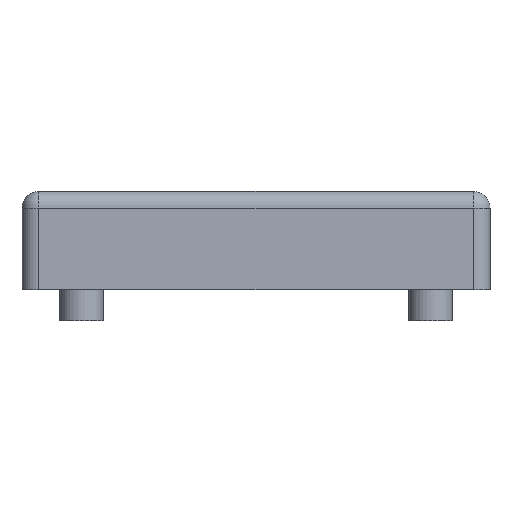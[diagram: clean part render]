
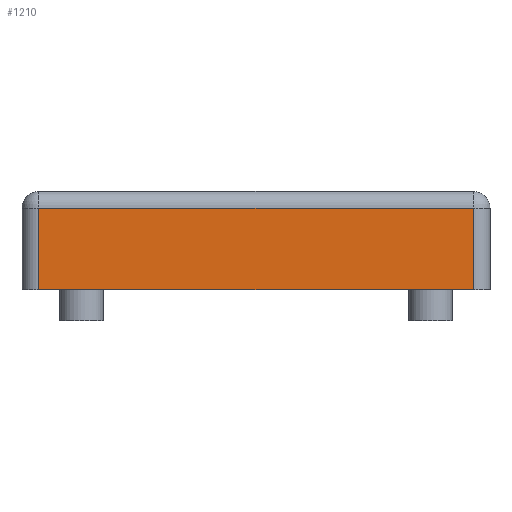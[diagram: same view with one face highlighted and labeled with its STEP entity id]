
A CAD part, front view. The second image highlights one B-rep face of the part: STEP entity #1210.
In plain terms, the highlighted planar face has unit normal (0, -1, 0).
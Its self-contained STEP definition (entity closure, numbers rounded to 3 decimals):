
#135 = CYLINDRICAL_SURFACE('',#136,2.54);
#136 = AXIS2_PLACEMENT_3D('',#137,#138,#139);
#137 = CARTESIAN_POINT('',(33.21,-39.56,12.46));
#138 = DIRECTION('',(-1.,0.,0.));
#139 = DIRECTION('',(0.,-1.,0.));
#577 = VERTEX_POINT('',#578);
#578 = CARTESIAN_POINT('',(33.21,-42.1,12.46));
#600 = VERTEX_POINT('',#601);
#601 = CARTESIAN_POINT('',(-33.21,-42.1,12.46));
#621 = EDGE_CURVE('',#577,#600,#622,.T.);
#622 = SURFACE_CURVE('',#623,(#627,#634),.PCURVE_S1.);
#623 = LINE('',#624,#625);
#624 = CARTESIAN_POINT('',(33.21,-42.1,12.46));
#625 = VECTOR('',#626,1.);
#626 = DIRECTION('',(-1.,0.,0.));
#627 = PCURVE('',#135,#628);
#628 = DEFINITIONAL_REPRESENTATION('',(#629),#633);
#629 = LINE('',#630,#631);
#630 = CARTESIAN_POINT('',(0.,0.));
#631 = VECTOR('',#632,1.);
#632 = DIRECTION('',(0.,1.));
#633 = ( GEOMETRIC_REPRESENTATION_CONTEXT(2) 
PARAMETRIC_REPRESENTATION_CONTEXT() REPRESENTATION_CONTEXT('2D SPACE',''
  ) );
#634 = PCURVE('',#635,#640);
#635 = PLANE('',#636);
#636 = AXIS2_PLACEMENT_3D('',#637,#638,#639);
#637 = CARTESIAN_POINT('',(35.75,-42.1,0.));
#638 = DIRECTION('',(0.,-1.,0.));
#639 = DIRECTION('',(-1.,0.,0.));
#640 = DEFINITIONAL_REPRESENTATION('',(#641),#645);
#641 = LINE('',#642,#643);
#642 = CARTESIAN_POINT('',(2.54,-12.46));
#643 = VECTOR('',#644,1.);
#644 = DIRECTION('',(1.,0.));
#645 = ( GEOMETRIC_REPRESENTATION_CONTEXT(2) 
PARAMETRIC_REPRESENTATION_CONTEXT() REPRESENTATION_CONTEXT('2D SPACE',''
  ) );
#966 = PLANE('',#967);
#967 = AXIS2_PLACEMENT_3D('',#968,#969,#970);
#968 = CARTESIAN_POINT('',(-35.75,42.1,0.));
#969 = DIRECTION('',(0.,0.,1.));
#970 = DIRECTION('',(1.,0.,0.));
#1024 = CYLINDRICAL_SURFACE('',#1025,2.54);
#1025 = AXIS2_PLACEMENT_3D('',#1026,#1027,#1028);
#1026 = CARTESIAN_POINT('',(-33.21,-39.56,0.));
#1027 = DIRECTION('',(0.,0.,1.));
#1028 = DIRECTION('',(-1.,0.,0.));
#1151 = CYLINDRICAL_SURFACE('',#1152,2.54);
#1152 = AXIS2_PLACEMENT_3D('',#1153,#1154,#1155);
#1153 = CARTESIAN_POINT('',(33.21,-39.56,0.));
#1154 = DIRECTION('',(0.,0.,1.));
#1155 = DIRECTION('',(1.,0.,0.));
#1210 = ADVANCED_FACE('',(#1211),#635,.T.);
#1211 = FACE_BOUND('',#1212,.T.);
#1212 = EDGE_LOOP('',(#1213,#1236,#1237,#1260));
#1213 = ORIENTED_EDGE('',*,*,#1214,.T.);
#1214 = EDGE_CURVE('',#1215,#577,#1217,.T.);
#1215 = VERTEX_POINT('',#1216);
#1216 = CARTESIAN_POINT('',(33.21,-42.1,0.));
#1217 = SURFACE_CURVE('',#1218,(#1222,#1229),.PCURVE_S1.);
#1218 = LINE('',#1219,#1220);
#1219 = CARTESIAN_POINT('',(33.21,-42.1,0.));
#1220 = VECTOR('',#1221,1.);
#1221 = DIRECTION('',(0.,0.,1.));
#1222 = PCURVE('',#635,#1223);
#1223 = DEFINITIONAL_REPRESENTATION('',(#1224),#1228);
#1224 = LINE('',#1225,#1226);
#1225 = CARTESIAN_POINT('',(2.54,0.));
#1226 = VECTOR('',#1227,1.);
#1227 = DIRECTION('',(0.,-1.));
#1228 = ( GEOMETRIC_REPRESENTATION_CONTEXT(2) 
PARAMETRIC_REPRESENTATION_CONTEXT() REPRESENTATION_CONTEXT('2D SPACE',''
  ) );
#1229 = PCURVE('',#1151,#1230);
#1230 = DEFINITIONAL_REPRESENTATION('',(#1231),#1235);
#1231 = LINE('',#1232,#1233);
#1232 = CARTESIAN_POINT('',(-1.571,0.));
#1233 = VECTOR('',#1234,1.);
#1234 = DIRECTION('',(0.,1.));
#1235 = ( GEOMETRIC_REPRESENTATION_CONTEXT(2) 
PARAMETRIC_REPRESENTATION_CONTEXT() REPRESENTATION_CONTEXT('2D SPACE',''
  ) );
#1236 = ORIENTED_EDGE('',*,*,#621,.T.);
#1237 = ORIENTED_EDGE('',*,*,#1238,.F.);
#1238 = EDGE_CURVE('',#1239,#600,#1241,.T.);
#1239 = VERTEX_POINT('',#1240);
#1240 = CARTESIAN_POINT('',(-33.21,-42.1,0.));
#1241 = SURFACE_CURVE('',#1242,(#1246,#1253),.PCURVE_S1.);
#1242 = LINE('',#1243,#1244);
#1243 = CARTESIAN_POINT('',(-33.21,-42.1,0.));
#1244 = VECTOR('',#1245,1.);
#1245 = DIRECTION('',(0.,0.,1.));
#1246 = PCURVE('',#635,#1247);
#1247 = DEFINITIONAL_REPRESENTATION('',(#1248),#1252);
#1248 = LINE('',#1249,#1250);
#1249 = CARTESIAN_POINT('',(68.96,0.));
#1250 = VECTOR('',#1251,1.);
#1251 = DIRECTION('',(0.,-1.));
#1252 = ( GEOMETRIC_REPRESENTATION_CONTEXT(2) 
PARAMETRIC_REPRESENTATION_CONTEXT() REPRESENTATION_CONTEXT('2D SPACE',''
  ) );
#1253 = PCURVE('',#1024,#1254);
#1254 = DEFINITIONAL_REPRESENTATION('',(#1255),#1259);
#1255 = LINE('',#1256,#1257);
#1256 = CARTESIAN_POINT('',(1.571,0.));
#1257 = VECTOR('',#1258,1.);
#1258 = DIRECTION('',(0.,1.));
#1259 = ( GEOMETRIC_REPRESENTATION_CONTEXT(2) 
PARAMETRIC_REPRESENTATION_CONTEXT() REPRESENTATION_CONTEXT('2D SPACE',''
  ) );
#1260 = ORIENTED_EDGE('',*,*,#1261,.F.);
#1261 = EDGE_CURVE('',#1215,#1239,#1262,.T.);
#1262 = SURFACE_CURVE('',#1263,(#1267,#1274),.PCURVE_S1.);
#1263 = LINE('',#1264,#1265);
#1264 = CARTESIAN_POINT('',(35.75,-42.1,0.));
#1265 = VECTOR('',#1266,1.);
#1266 = DIRECTION('',(-1.,0.,0.));
#1267 = PCURVE('',#635,#1268);
#1268 = DEFINITIONAL_REPRESENTATION('',(#1269),#1273);
#1269 = LINE('',#1270,#1271);
#1270 = CARTESIAN_POINT('',(0.,0.));
#1271 = VECTOR('',#1272,1.);
#1272 = DIRECTION('',(1.,0.));
#1273 = ( GEOMETRIC_REPRESENTATION_CONTEXT(2) 
PARAMETRIC_REPRESENTATION_CONTEXT() REPRESENTATION_CONTEXT('2D SPACE',''
  ) );
#1274 = PCURVE('',#966,#1275);
#1275 = DEFINITIONAL_REPRESENTATION('',(#1276),#1280);
#1276 = LINE('',#1277,#1278);
#1277 = CARTESIAN_POINT('',(71.5,-84.2));
#1278 = VECTOR('',#1279,1.);
#1279 = DIRECTION('',(-1.,0.));
#1280 = ( GEOMETRIC_REPRESENTATION_CONTEXT(2) 
PARAMETRIC_REPRESENTATION_CONTEXT() REPRESENTATION_CONTEXT('2D SPACE',''
  ) );
